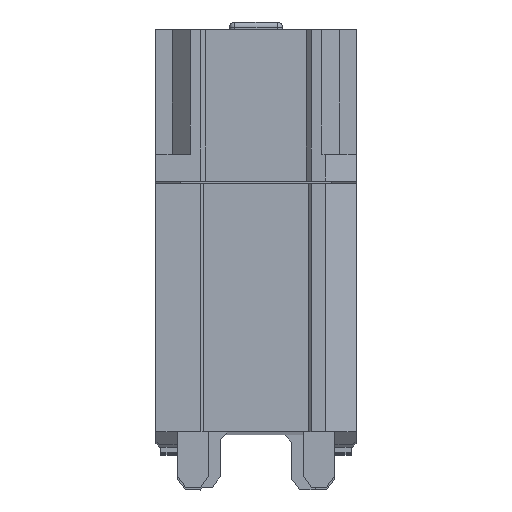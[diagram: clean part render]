
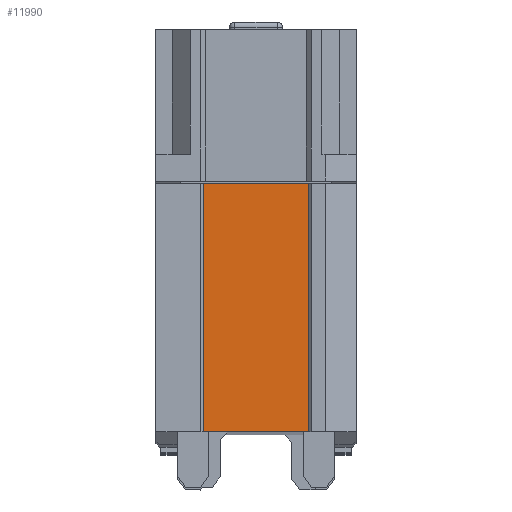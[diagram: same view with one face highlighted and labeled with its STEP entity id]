
A CAD part, top view. The second image highlights one B-rep face of the part: STEP entity #11990.
In plain terms, the highlighted planar face has unit normal (0, 0, 1).
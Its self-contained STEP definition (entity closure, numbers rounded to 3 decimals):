
#7950=CARTESIAN_POINT('',(-6.223,5.531,25.45));
#7960=VERTEX_POINT('',#7950);
#8300=CARTESIAN_POINT('',(-2.123,5.531,25.45));
#8310=VERTEX_POINT('',#8300);
#8340=CARTESIAN_POINT('',(-4.173,5.531,25.45));
#8350=DIRECTION('',(-1.,0.,0.));
#8360=VECTOR('',#8350,1.);
#8370=LINE('',#8340,#8360);
#8380=EDGE_CURVE('',#8310,#7960,#8370,.T.);
#11610=CARTESIAN_POINT('',(-6.223,-4.119,25.45));
#11620=VERTEX_POINT('',#11610);
#11670=CARTESIAN_POINT('',(-6.223,5.231,25.45));
#11680=DIRECTION('',(0.,1.,0.));
#11690=VECTOR('',#11680,1.);
#11700=LINE('',#11670,#11690);
#11710=EDGE_CURVE('',#11620,#7960,#11700,.T.);
#11760=CARTESIAN_POINT('',(-5.373,-1.319,25.45));
#11770=DIRECTION('',(0.,0.,1.));
#11780=DIRECTION('',(1.,0.,0.));
#11790=AXIS2_PLACEMENT_3D('',#11760,#11770,#11780);
#11800=PLANE('',#11790);
#11810=ORIENTED_EDGE('',*,*,#11710,.F.);
#11820=ORIENTED_EDGE('',*,*,#8380,.T.);
#11830=CARTESIAN_POINT('',(-2.123,5.231,25.45));
#11840=DIRECTION('',(0.,1.,0.));
#11850=VECTOR('',#11840,1.);
#11860=LINE('',#11830,#11850);
#11870=CARTESIAN_POINT('',(-2.123,-4.119,25.45));
#11880=VERTEX_POINT('',#11870);
#11890=EDGE_CURVE('',#11880,#8310,#11860,.T.);
#11900=ORIENTED_EDGE('',*,*,#11890,.T.);
#11910=CARTESIAN_POINT('',(-4.173,-4.119,25.45));
#11920=DIRECTION('',(1.,0.,0.));
#11930=VECTOR('',#11920,1.);
#11940=LINE('',#11910,#11930);
#11950=EDGE_CURVE('',#11620,#11880,#11940,.T.);
#11960=ORIENTED_EDGE('',*,*,#11950,.T.);
#11970=EDGE_LOOP('',(#11960,#11900,#11820,#11810));
#11980=FACE_OUTER_BOUND('',#11970,.T.);
#11990=ADVANCED_FACE('',(#11980),#11800,.T.);
